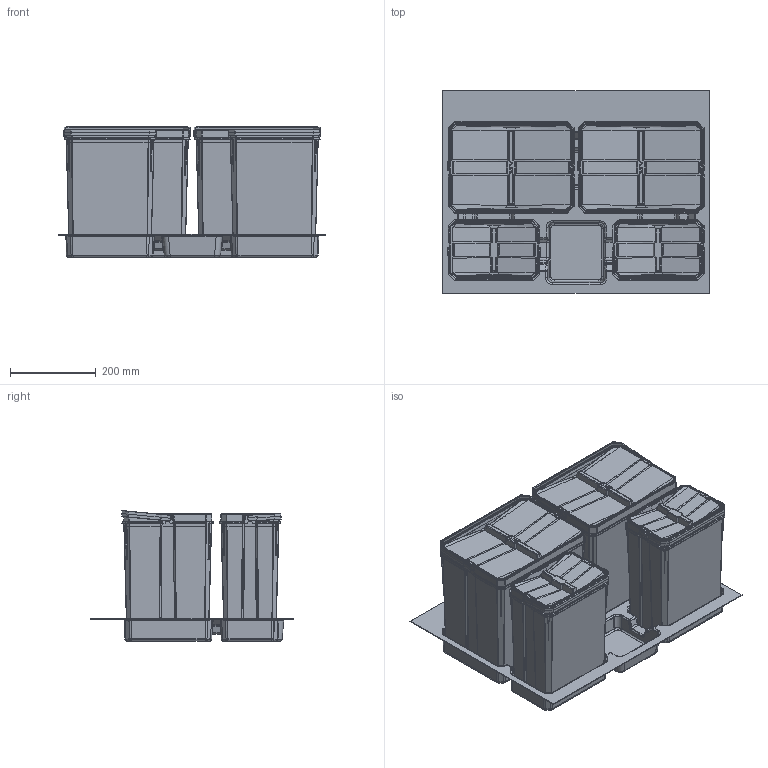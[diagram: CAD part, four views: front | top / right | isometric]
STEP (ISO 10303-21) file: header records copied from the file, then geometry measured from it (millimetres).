
FILE_DESCRIPTION(/* description */ (''),/* implementation_level */ '2;1');
FILE_NAME(/* name */ 'PB-AS-700-2X15L-2X7L.stp',/* time_stamp */ '2023-06-27T15:57:49+02:00',/* author */ ('tomaszw'),/* organization */ (''),/* preprocessor_version */ 'ST-DEVELOPER v19.2',/* originating_system */ 'Autodesk Inventor 2023',/* authorisation */ '');
FILE_SCHEMA (('AUTOMOTIVE_DESIGN { 1 0 10303 214 3 1 1 }'));
Products named in the file (4): PB-AS-700-2X15L-2X7L-45; AxiSpace 700; Zlozone_7_26.01.2022.; Zlozone_15_26.01.2022
Assembly tree (5 placements, depth 2):
  PB-AS-700-2X15L-2X7L-45
    AxiSpace 700
    Zlozone_7_26.01.2022.  x2
    Zlozone_15_26.01.2022  x2
Bounding box: 624 x 474 x 306.18 mm (x, y, z)
Volume: 3008699.7 mm3; surface area: 3558205.8 mm2
Topology: 13 solids, 13 shells, 7486 faces, 19024 edges, 11522 vertices
Faces by surface type: cylinder 2866, plane 2482, bspline 1680, sphere 268, torus 98, cone 92
Full cylindrical faces by diameter (mm): 4.6 x8, 7.5 x8, 8 x2
Entity records: 160728 total; most frequent: CARTESIAN_POINT 63771, ORIENTED_EDGE 20680, DIRECTION 19323, EDGE_CURVE 10340, AXIS2_PLACEMENT_3D 6932, VERTEX_POINT 6263, LINE 5459, VECTOR 5459
